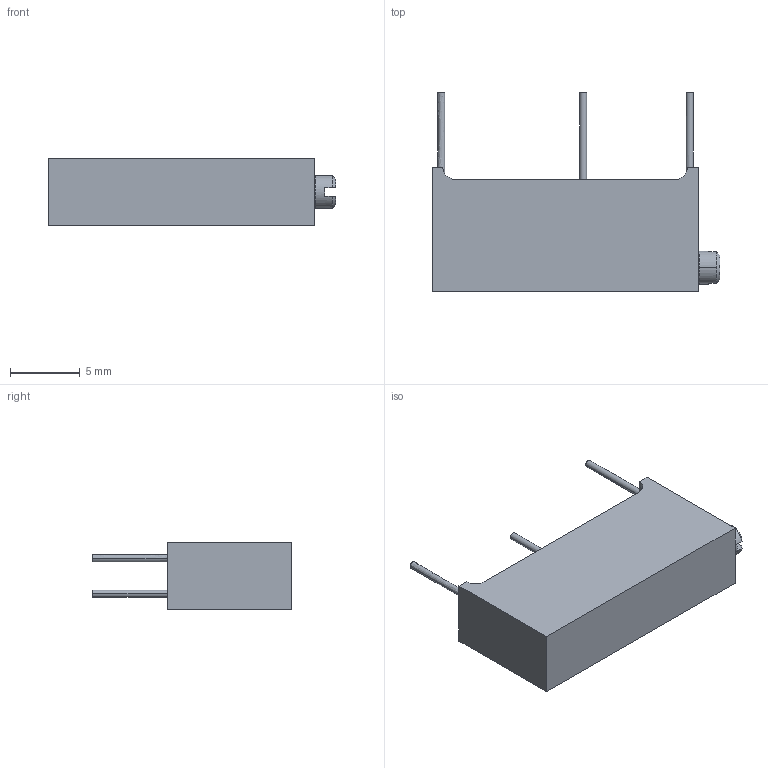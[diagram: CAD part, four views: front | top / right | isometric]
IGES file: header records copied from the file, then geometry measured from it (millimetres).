
Start section:  PTC IGES file: 3009y.igs
Global section: file name: 3009y.igs; native system: Creo Parametric by Parametric Technology Corporation; preprocessor: 2012230; author: stevec; organization: Unknown; date: 20121016.110016; units: inch
Bounding box: 20.57 x 14.22 x 4.83 mm (x, y, z)
Volume: 750.5 mm3; surface area: 665.8 mm2
Topology: 1 solids, 2 shells, 63 faces, 168 edges, 108 vertices
Faces by surface type: bspline 36, revolution 27
